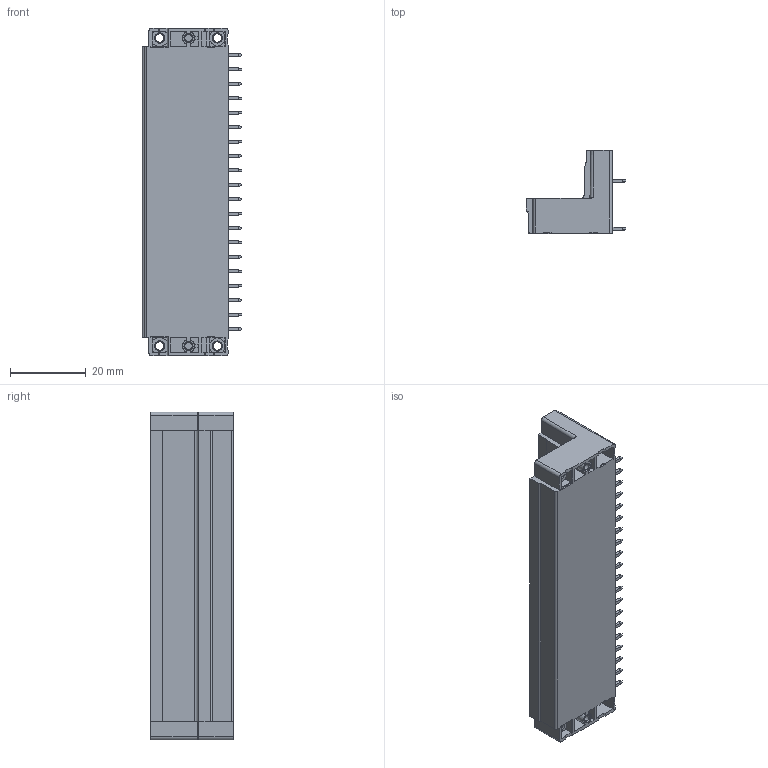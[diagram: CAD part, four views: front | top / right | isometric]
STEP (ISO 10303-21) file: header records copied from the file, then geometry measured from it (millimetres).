
FILE_DESCRIPTION((''),'2;1');
FILE_NAME('TLPHDW-105R-1','2024-09-24T11:10:20',('sheji109'),(''),'CREO PARAMETRIC BY PTC INC, 2018100','CREO PARAMETRIC BY PTC INC, 2018100','');
FILE_SCHEMA(('CONFIG_CONTROL_DESIGN'));
Products named in the file (1): TLPHDW-105R-1
Bounding box: 26.2 x 21.9 x 86.59 mm (x, y, z)
Volume: 19150.6 mm3; surface area: 20676.9 mm2
Topology: 1 solids, 1 shells, 3263 faces, 8825 edges, 5679 vertices
Faces by surface type: plane 2574, cylinder 619, cone 48, sphere 20, bspline 2
Entity records: 101352 total; most frequent: CARTESIAN_POINT 18651, ORIENTED_EDGE 17610, DIRECTION 16462, EDGE_CURVE 8805, VECTOR 7294, LINE 7294, VERTEX_POINT 5679, AXIS2_PLACEMENT_3D 4584
